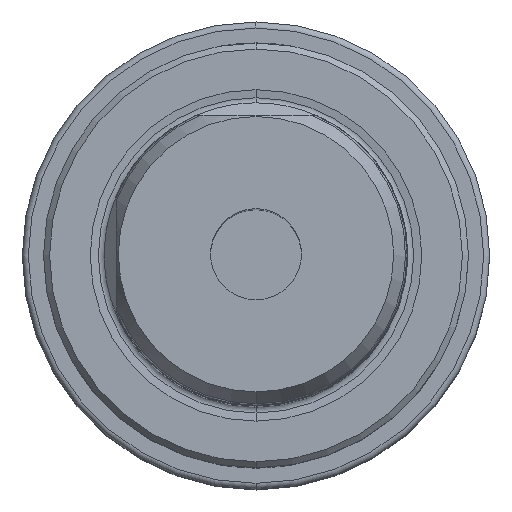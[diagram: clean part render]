
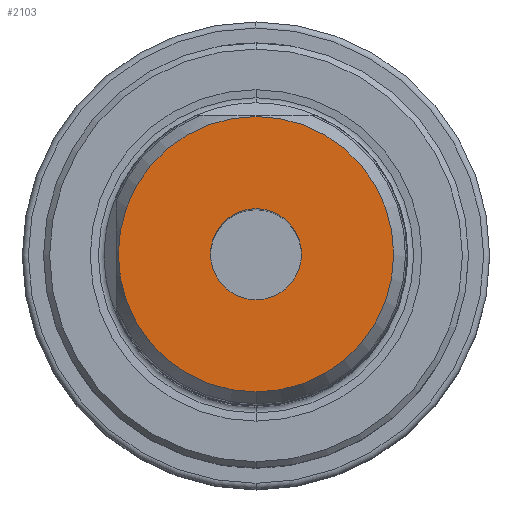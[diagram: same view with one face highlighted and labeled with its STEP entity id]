
A CAD part, top view. The second image highlights one B-rep face of the part: STEP entity #2103.
In plain terms, the highlighted planar face has unit normal (0, 0, 1).
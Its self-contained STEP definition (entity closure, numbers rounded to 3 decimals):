
#1=CARTESIAN_POINT('',(0,0,0));
#2=DIRECTION('',(0,0,1));
#3=DIRECTION('',(0,1,0));
#4=AXIS2_PLACEMENT_3D('',#1,#2,#3);
#6=CARTESIAN_POINT('',(0,0,0));
#7=DIRECTION('',(0,0,-1));
#8=DIRECTION('',(0,1,0));
#9=AXIS2_PLACEMENT_3D('',#6,#7,#8);
#11=CARTESIAN_POINT('',(0,0,0));
#12=DIRECTION('',(0,0,-1));
#13=DIRECTION('',(0,1,0));
#14=AXIS2_PLACEMENT_3D('',#11,#12,#13);
#16=CARTESIAN_POINT('',(0,0,0));
#17=DIRECTION('',(0,0,-1));
#18=DIRECTION('',(0,-1,0));
#19=AXIS2_PLACEMENT_3D('',#16,#17,#18);
#1777=CARTESIAN_POINT('',(0,-11.343,0));
#1779=VERTEX_POINT('',#1777);
#1780=CARTESIAN_POINT('',(0,11.343,0));
#1781=VERTEX_POINT('',#1780);
#1812=CARTESIAN_POINT('',(0,3.75,0));
#1813=CARTESIAN_POINT('',(0,-3.75,0));
#1814=VERTEX_POINT('',#1812);
#1815=VERTEX_POINT('',#1813);
#2086=CARTESIAN_POINT('',(0,0,0));
#2087=DIRECTION('',(0,0,-1));
#2088=DIRECTION('',(0,-1,0));
#2089=AXIS2_PLACEMENT_3D('',#2086,#2087,#2088);
#2090=PLANE('',#2089);
#2092=ORIENTED_EDGE('',*,*,#2091,.F.);
#2094=ORIENTED_EDGE('',*,*,#2093,.T.);
#2095=EDGE_LOOP('',(#2092,#2094));
#2096=FACE_OUTER_BOUND('',#2095,.F.);
#2098=ORIENTED_EDGE('',*,*,#2097,.F.);
#2100=ORIENTED_EDGE('',*,*,#2099,.F.);
#2101=EDGE_LOOP('',(#2098,#2100));
#2102=FACE_BOUND('',#2101,.F.);
#2103=ADVANCED_FACE('',(#2096,#2102),#2090,.F.);
#5=CIRCLE('',#4,11.343);
#10=CIRCLE('',#9,11.343);
#15=CIRCLE('',#14,3.75);
#20=CIRCLE('',#19,3.75);
#2091=EDGE_CURVE('',#1781,#1779,#5,.T.);
#2093=EDGE_CURVE('',#1781,#1779,#10,.T.);
#2097=EDGE_CURVE('',#1814,#1815,#15,.T.);
#2099=EDGE_CURVE('',#1815,#1814,#20,.T.);
